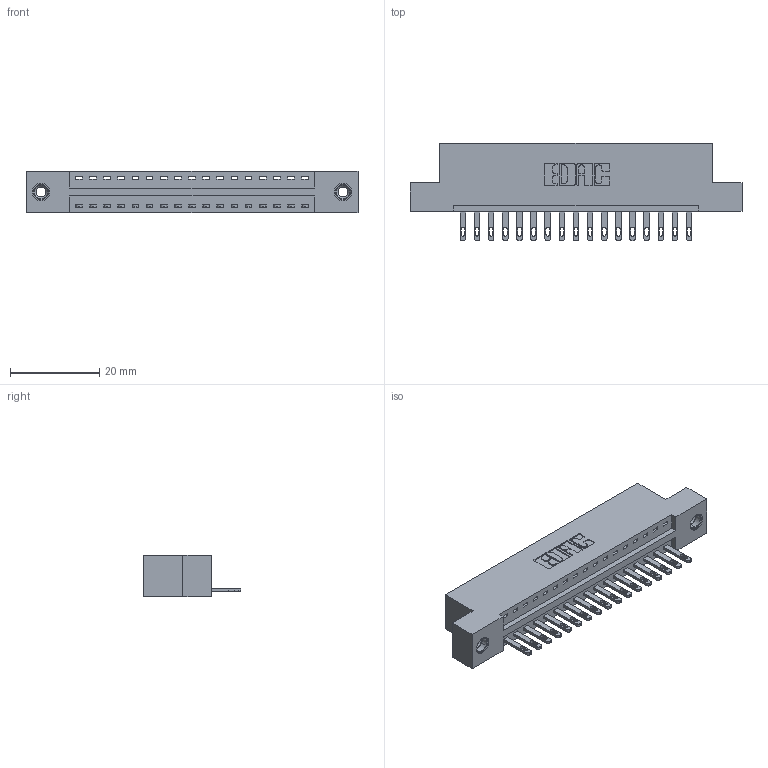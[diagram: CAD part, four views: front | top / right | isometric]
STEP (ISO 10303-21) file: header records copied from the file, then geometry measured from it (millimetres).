
FILE_DESCRIPTION (( 'STEP AP203' ), '1' );
FILE_NAME ('346-017-500-108.STEP', '2022-05-05T11:24:17', ( '' ), ( '' ), 'SwSTEP 2.0', 'SolidWorks 2020', '' );
FILE_SCHEMA (( 'CONFIG_CONTROL_DESIGN' ));
Length unit declared in the file: inch
Products named in the file (4): 345-250-001_345-250-003-102; 345-292-001_345-293-100; 346-017-500-108; 346 Part_Flush Mounting Lugs - 0.156 Dia-TI
Assembly tree (20 placements, depth 2):
  346-017-500-108
    346 Part_Flush Mounting Lugs - 0.156 Dia-TI
    345-292-001_345-293-100  x17
    345-250-001_345-250-003-102  x2
Bounding box: 74.55 x 21.84 x 9.4 mm (x, y, z)
Volume: 6967.7 mm3; surface area: 8500.4 mm2
Topology: 20 solids, 20 shells, 1100 faces, 3321 edges, 2206 vertices
Faces by surface type: plane 686, cylinder 398, cone 12, torus 4
Entity records: 15032 total; most frequent: CARTESIAN_POINT 2566, ORIENTED_EDGE 2510, DIRECTION 2323, EDGE_CURVE 1255, VECTOR 1031, LINE 1031, VERTEX_POINT 832, AXIS2_PLACEMENT_3D 646
